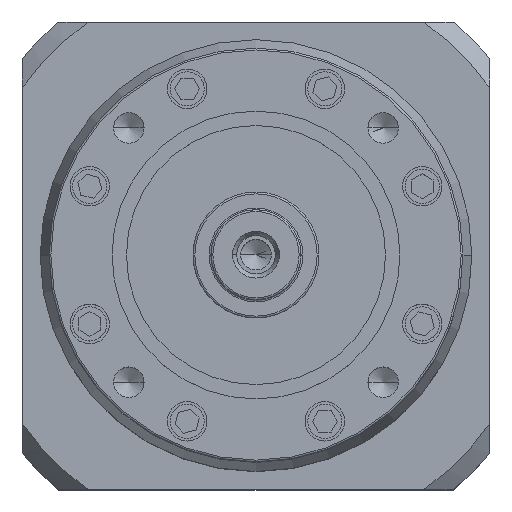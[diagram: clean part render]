
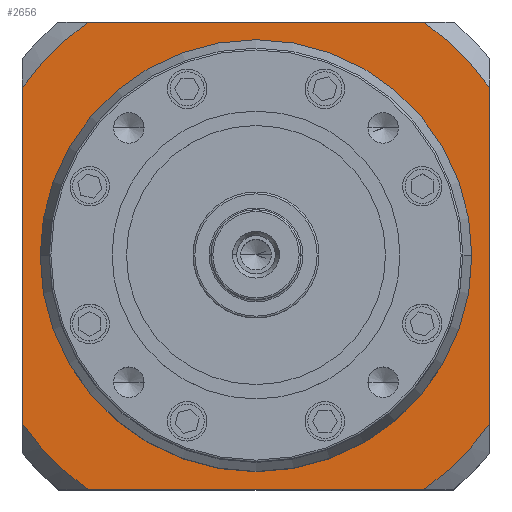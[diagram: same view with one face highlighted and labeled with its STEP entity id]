
A CAD part, top view. The second image highlights one B-rep face of the part: STEP entity #2656.
In plain terms, the highlighted planar face has unit normal (0, 0, 1).
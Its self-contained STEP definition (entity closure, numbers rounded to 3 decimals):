
#38 = ORIENTED_EDGE ( 'NONE', *, *, #3792, .F. ) ;
#157 = VERTEX_POINT ( 'NONE', #3332 ) ;
#176 = FACE_OUTER_BOUND ( 'NONE', #7751, .T. ) ;
#447 = CARTESIAN_POINT ( 'NONE',  ( 60., 0., 0. ) ) ;
#487 = VECTOR ( 'NONE', #499, 1000. ) ;
#499 = DIRECTION ( 'NONE',  ( 0., 1., 0. ) ) ;
#585 = CARTESIAN_POINT ( 'NONE',  ( 0., 0., 0. ) ) ;
#587 = CIRCLE ( 'NONE', #1182, 80. ) ;
#1038 = CARTESIAN_POINT ( 'NONE',  ( -65., -46.637, 0. ) ) ;
#1106 = DIRECTION ( 'NONE',  ( -1., 0., 0. ) ) ;
#1182 = AXIS2_PLACEMENT_3D ( 'NONE', #585, #5623, #1301 ) ;
#1301 = DIRECTION ( 'NONE',  ( -1., 0., 0. ) ) ;
#1441 = CARTESIAN_POINT ( 'NONE',  ( 65., 54.772, 0. ) ) ;
#1581 = VECTOR ( 'NONE', #5248, 1000. ) ;
#1706 = ORIENTED_EDGE ( 'NONE', *, *, #6444, .F. ) ;
#1745 = PLANE ( 'NONE',  #7460 ) ;
#1774 = DIRECTION ( 'NONE',  ( 0., 0., 1. ) ) ;
#1807 = VERTEX_POINT ( 'NONE', #7866 ) ;
#1815 = CARTESIAN_POINT ( 'NONE',  ( 0., 0., 0. ) ) ;
#1882 = AXIS2_PLACEMENT_3D ( 'NONE', #7874, #3522, #8600 ) ;
#1972 = ORIENTED_EDGE ( 'NONE', *, *, #5191, .F. ) ;
#2015 = CIRCLE ( 'NONE', #8052, 60. ) ;
#2084 = CARTESIAN_POINT ( 'NONE',  ( -65., 46.637, 0. ) ) ;
#2435 = CARTESIAN_POINT ( 'NONE',  ( 0., 0., 0. ) ) ;
#2465 = CARTESIAN_POINT ( 'NONE',  ( 0., 0., 0. ) ) ;
#2498 = DIRECTION ( 'NONE',  ( 0., 0., -1. ) ) ;
#2511 = VECTOR ( 'NONE', #5048, 1000. ) ;
#2541 = DIRECTION ( 'NONE',  ( -1., 0., 0. ) ) ;
#2652 = EDGE_CURVE ( 'NONE', #1807, #6019, #7863, .T. ) ;
#2656 = ADVANCED_FACE ( 'NONE', ( #176, #4006 ), #1745, .F. ) ;
#2863 = ORIENTED_EDGE ( 'NONE', *, *, #5542, .T. ) ;
#3020 = DIRECTION ( 'NONE',  ( 0., 0., -1. ) ) ;
#3153 = DIRECTION ( 'NONE',  ( -1., 0., 0. ) ) ;
#3332 = CARTESIAN_POINT ( 'NONE',  ( -46.637, 65., 0. ) ) ;
#3419 = EDGE_CURVE ( 'NONE', #8281, #9068, #5347, .T. ) ;
#3435 = ORIENTED_EDGE ( 'NONE', *, *, #6623, .T. ) ;
#3484 = EDGE_CURVE ( 'NONE', #1807, #5170, #4888, .T. ) ;
#3522 = DIRECTION ( 'NONE',  ( 0., 0., 1. ) ) ;
#3610 = CIRCLE ( 'NONE', #5849, 80. ) ;
#3627 = EDGE_LOOP ( 'NONE', ( #3435, #2863 ) ) ;
#3792 = EDGE_CURVE ( 'NONE', #8281, #4436, #4315, .T. ) ;
#3993 = CARTESIAN_POINT ( 'NONE',  ( 54.772, -65., 0. ) ) ;
#4006 = FACE_BOUND ( 'NONE', #3627, .T. ) ;
#4228 = AXIS2_PLACEMENT_3D ( 'NONE', #1815, #6876, #2541 ) ;
#4284 = CARTESIAN_POINT ( 'NONE',  ( 46.637, -65., 0. ) ) ;
#4315 = LINE ( 'NONE', #5528, #487 ) ;
#4342 = EDGE_CURVE ( 'NONE', #6025, #5170, #587, .T. ) ;
#4409 = VECTOR ( 'NONE', #1106, 1000. ) ;
#4436 = VERTEX_POINT ( 'NONE', #2084 ) ;
#4506 = CARTESIAN_POINT ( 'NONE',  ( 54.772, 65., 0. ) ) ;
#4624 = EDGE_CURVE ( 'NONE', #157, #4436, #3610, .T. ) ;
#4687 = CARTESIAN_POINT ( 'NONE',  ( 65., -46.637, 0. ) ) ;
#4869 = ORIENTED_EDGE ( 'NONE', *, *, #2652, .T. ) ;
#4888 = LINE ( 'NONE', #1441, #2511 ) ;
#5048 = DIRECTION ( 'NONE',  ( 0., -1., 0. ) ) ;
#5170 = VERTEX_POINT ( 'NONE', #4687 ) ;
#5191 = EDGE_CURVE ( 'NONE', #6025, #9068, #6331, .T. ) ;
#5248 = DIRECTION ( 'NONE',  ( 1., 0., 0. ) ) ;
#5261 = VERTEX_POINT ( 'NONE', #6224 ) ;
#5347 = CIRCLE ( 'NONE', #1882, 80. ) ;
#5420 = LINE ( 'NONE', #4506, #1581 ) ;
#5528 = CARTESIAN_POINT ( 'NONE',  ( -65., 54.772, 0. ) ) ;
#5542 = EDGE_CURVE ( 'NONE', #8359, #5261, #2015, .T. ) ;
#5623 = DIRECTION ( 'NONE',  ( 0., 0., 1. ) ) ;
#5849 = AXIS2_PLACEMENT_3D ( 'NONE', #2435, #7492, #3153 ) ;
#6001 = AXIS2_PLACEMENT_3D ( 'NONE', #6097, #1774, #6836 ) ;
#6019 = VERTEX_POINT ( 'NONE', #8638 ) ;
#6025 = VERTEX_POINT ( 'NONE', #4284 ) ;
#6097 = CARTESIAN_POINT ( 'NONE',  ( 0., 0., 0. ) ) ;
#6224 = CARTESIAN_POINT ( 'NONE',  ( -60., 0., 0. ) ) ;
#6331 = LINE ( 'NONE', #3993, #4409 ) ;
#6444 = EDGE_CURVE ( 'NONE', #157, #6019, #5420, .T. ) ;
#6623 = EDGE_CURVE ( 'NONE', #5261, #8359, #7914, .T. ) ;
#6836 = DIRECTION ( 'NONE',  ( -1., 0., 0. ) ) ;
#6876 = DIRECTION ( 'NONE',  ( 0., 0., -1. ) ) ;
#7075 = CARTESIAN_POINT ( 'NONE',  ( -46.637, -65., 0. ) ) ;
#7275 = ORIENTED_EDGE ( 'NONE', *, *, #4624, .T. ) ;
#7337 = CARTESIAN_POINT ( 'NONE',  ( 0., 0., 0. ) ) ;
#7460 = AXIS2_PLACEMENT_3D ( 'NONE', #2465, #2498, #7560 ) ;
#7492 = DIRECTION ( 'NONE',  ( 0., 0., 1. ) ) ;
#7560 = DIRECTION ( 'NONE',  ( -1., 0., 0. ) ) ;
#7751 = EDGE_LOOP ( 'NONE', ( #1972, #8712, #9186, #4869, #1706, #7275, #38, #8965 ) ) ;
#7863 = CIRCLE ( 'NONE', #6001, 80. ) ;
#7866 = CARTESIAN_POINT ( 'NONE',  ( 65., 46.637, 0. ) ) ;
#7874 = CARTESIAN_POINT ( 'NONE',  ( 0., 0., 0. ) ) ;
#7914 = CIRCLE ( 'NONE', #4228, 60. ) ;
#8052 = AXIS2_PLACEMENT_3D ( 'NONE', #7337, #3020, #8084 ) ;
#8084 = DIRECTION ( 'NONE',  ( -1., 0., 0. ) ) ;
#8281 = VERTEX_POINT ( 'NONE', #1038 ) ;
#8359 = VERTEX_POINT ( 'NONE', #447 ) ;
#8600 = DIRECTION ( 'NONE',  ( -1., 0., 0. ) ) ;
#8638 = CARTESIAN_POINT ( 'NONE',  ( 46.637, 65., 0. ) ) ;
#8712 = ORIENTED_EDGE ( 'NONE', *, *, #4342, .T. ) ;
#8965 = ORIENTED_EDGE ( 'NONE', *, *, #3419, .T. ) ;
#9068 = VERTEX_POINT ( 'NONE', #7075 ) ;
#9186 = ORIENTED_EDGE ( 'NONE', *, *, #3484, .F. ) ;
